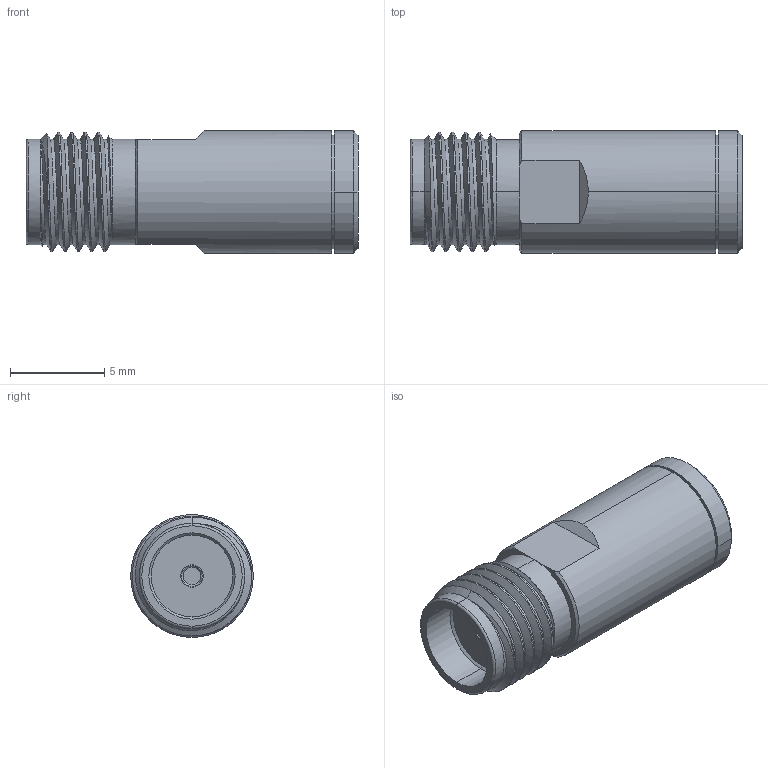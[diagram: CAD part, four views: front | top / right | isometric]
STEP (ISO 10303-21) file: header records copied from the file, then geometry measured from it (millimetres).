
FILE_DESCRIPTION (( 'STEP AP214' ), '1' );
FILE_NAME ('FMAD1063_3D.step', '2023-08-04T16:12:25', ( '' ), ( '' ), 'SwSTEP 2.0', 'SolidWorks 2022', '' );
FILE_SCHEMA (( 'AUTOMOTIVE_DESIGN' ));
Length unit declared in the file: inch
Products named in the file (1): FMAD1063_3D
Bounding box: 17.6 x 6.5 x 6.5 mm (x, y, z)
Volume: 467.9 mm3; surface area: 683.9 mm2
Topology: 1 solids, 3 shells, 212 faces, 545 edges, 350 vertices
Faces by surface type: plane 101, cylinder 64, cone 38, torus 6, bspline 3
Entity records: 8218 total; most frequent: CARTESIAN_POINT 3190, ORIENTED_EDGE 1090, DIRECTION 1033, EDGE_CURVE 545, AXIS2_PLACEMENT_3D 416, VERTEX_POINT 350, EDGE_LOOP 225, ADVANCED_FACE 212
